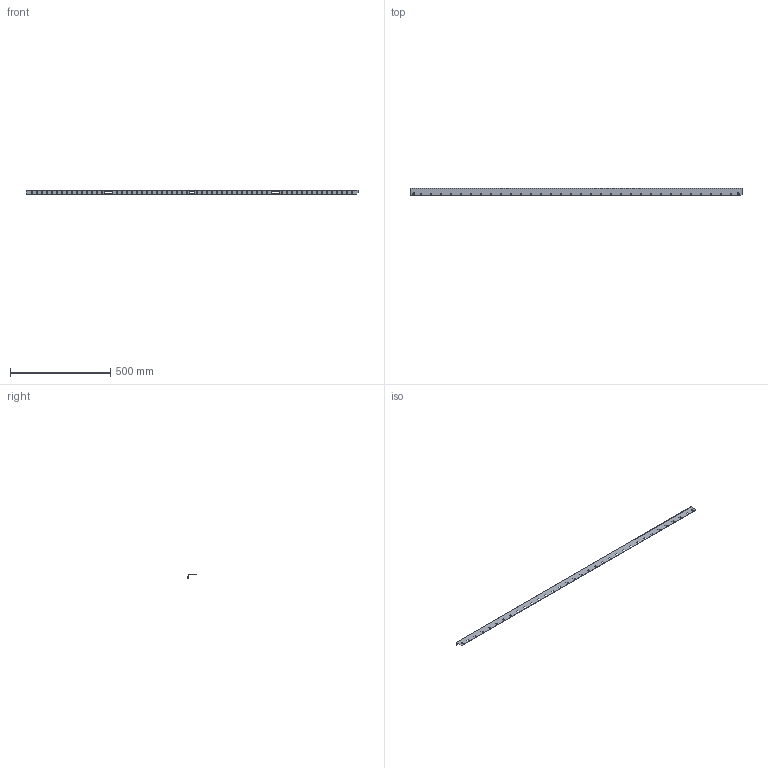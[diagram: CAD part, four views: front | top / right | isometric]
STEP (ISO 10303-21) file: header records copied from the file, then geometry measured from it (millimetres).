
FILE_DESCRIPTION (( 'STEP AP214' ), '1' );
FILE_NAME ('mb-15-dp-18n ÌÈ-2331.00.00.001 Äåðæàòåëü ïëàñòðîíîâ äëÿ âûñîòû 1800.STEP', '2021-11-17T12:29:43', ( '' ), ( '' ), 'SwSTEP 2.0', 'SolidWorks 2021', '' );
FILE_SCHEMA (( 'AUTOMOTIVE_DESIGN' ));
Length unit declared in the file: millimetre
Products named in the file (1): mb-15-dp-18n ÌÈ-2331.00.00.001 Äåðæàòåëü ïëàñòðîíîâ äëÿ âûñîòû 1800
Bounding box: 1660 x 40 x 20 mm (x, y, z)
Volume: 90998.5 mm3; surface area: 188191.5 mm2
Topology: 1 solids, 1 shells, 294 faces, 868 edges, 576 vertices
Faces by surface type: plane 162, cylinder 132
Entity records: 10274 total; most frequent: CARTESIAN_POINT 1739, ORIENTED_EDGE 1736, DIRECTION 1722, EDGE_CURVE 868, VECTOR 604, LINE 604, VERTEX_POINT 576, AXIS2_PLACEMENT_3D 559
